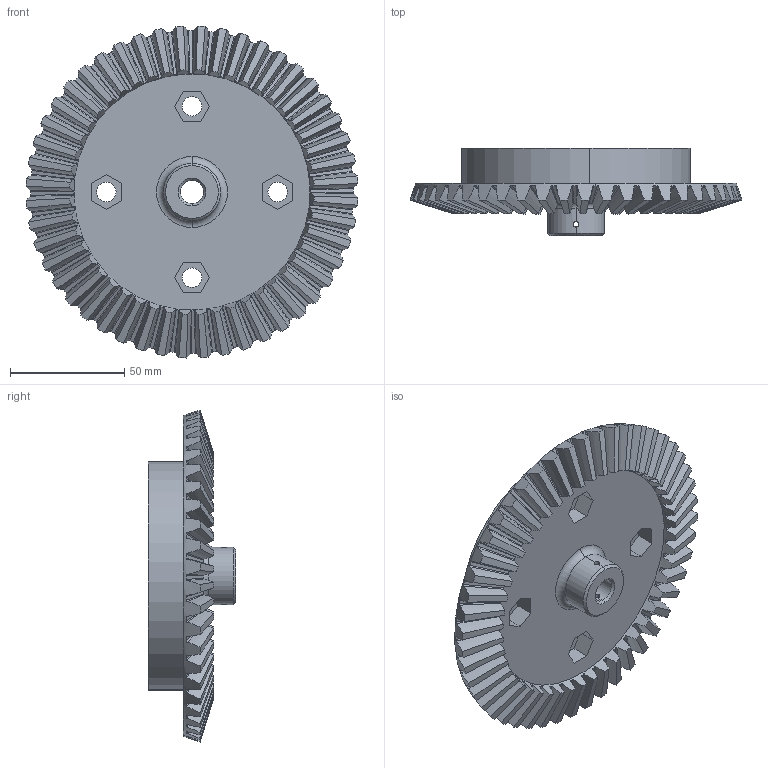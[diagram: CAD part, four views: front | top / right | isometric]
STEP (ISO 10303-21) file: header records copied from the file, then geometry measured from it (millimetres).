
FILE_DESCRIPTION (( 'STEP AP214' ), '1' );
FILE_NAME ('Straignt Bavel.STEP', '2021-11-14T13:44:41', ( '' ), ( '' ), 'SwSTEP 2.0', 'SolidWorks 2018', '' );
FILE_SCHEMA (( 'AUTOMOTIVE_DESIGN' ));
Length unit declared in the file: millimetre
Products named in the file (1): Straignt Bavel
Bounding box: 145.04 x 38.14 x 145.04 mm (x, y, z)
Volume: 241350.1 mm3; surface area: 52836.6 mm2
Topology: 1 solids, 1 shells, 348 faces, 1028 edges, 684 vertices
Faces by surface type: bspline 240, cone 56, plane 32, cylinder 18, torus 2
Entity records: 17799 total; most frequent: CARTESIAN_POINT 7163, ORIENTED_EDGE 2056, EDGE_CURVE 1028, DIRECTION 788, VERTEX_POINT 684, B_SPLINE_CURVE_WITH_KNOTS 596, EDGE_LOOP 364, ADVANCED_FACE 348
